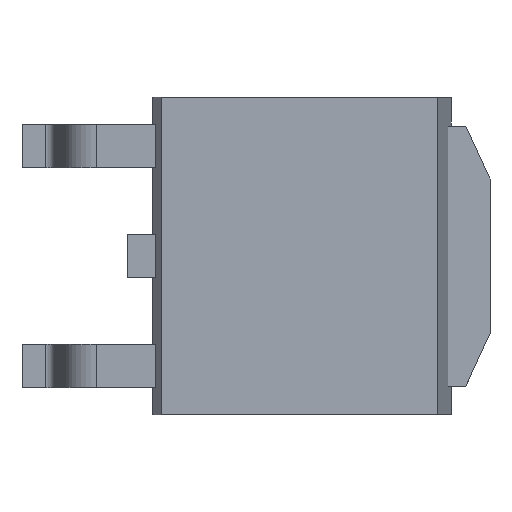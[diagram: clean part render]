
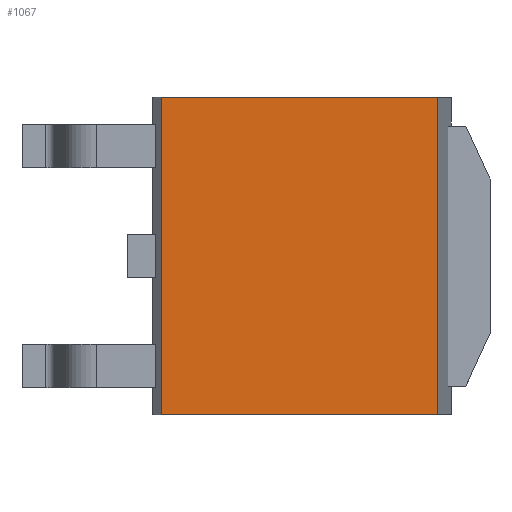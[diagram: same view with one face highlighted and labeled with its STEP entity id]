
A CAD part, top view. The second image highlights one B-rep face of the part: STEP entity #1067.
In plain terms, the highlighted planar face has unit normal (0, 0, 1).
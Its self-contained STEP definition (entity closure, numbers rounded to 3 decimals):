
#57=FACE_OUTER_BOUND('',#118,.T.);
#118=EDGE_LOOP('',(#750,#751,#752,#753));
#198=LINE('',#1575,#335);
#201=LINE('',#1581,#338);
#202=LINE('',#1583,#339);
#203=LINE('',#1584,#340);
#335=VECTOR('',#1270,1.);
#338=VECTOR('',#1275,1.);
#339=VECTOR('',#1276,1.);
#340=VECTOR('',#1277,1.);
#464=VERTEX_POINT('',#1572);
#465=VERTEX_POINT('',#1574);
#467=VERTEX_POINT('',#1580);
#468=VERTEX_POINT('',#1582);
#574=EDGE_CURVE('',#465,#464,#198,.T.);
#577=EDGE_CURVE('',#464,#467,#201,.T.);
#578=EDGE_CURVE('',#468,#467,#202,.T.);
#579=EDGE_CURVE('',#468,#465,#203,.T.);
#750=ORIENTED_EDGE('',*,*,#577,.T.);
#751=ORIENTED_EDGE('',*,*,#578,.F.);
#752=ORIENTED_EDGE('',*,*,#579,.T.);
#753=ORIENTED_EDGE('',*,*,#574,.T.);
#1014=PLANE('',#1152);
#1067=ADVANCED_FACE('',(#57),#1014,.T.);
#1152=AXIS2_PLACEMENT_3D('',#1579,#1273,#1274);
#1270=DIRECTION('',(0.,-1.,0.));
#1273=DIRECTION('center_axis',(0.,0.,1.));
#1274=DIRECTION('ref_axis',(1.,0.,0.));
#1275=DIRECTION('',(1.,0.,0.));
#1276=DIRECTION('',(0.,-1.,0.));
#1277=DIRECTION('',(-1.,0.,0.));
#1572=CARTESIAN_POINT('',(-1.928,-3.3,2.4));
#1574=CARTESIAN_POINT('',(-1.928,3.3,2.4));
#1575=CARTESIAN_POINT('',(-1.928,3.3,2.4));
#1579=CARTESIAN_POINT('Origin',(-2.215,3.63,2.4));
#1580=CARTESIAN_POINT('',(3.805,-3.3,2.4));
#1581=CARTESIAN_POINT('',(-1.928,-3.3,2.4));
#1582=CARTESIAN_POINT('',(3.805,3.3,2.4));
#1583=CARTESIAN_POINT('',(3.805,3.3,2.4));
#1584=CARTESIAN_POINT('',(3.805,3.3,2.4));
